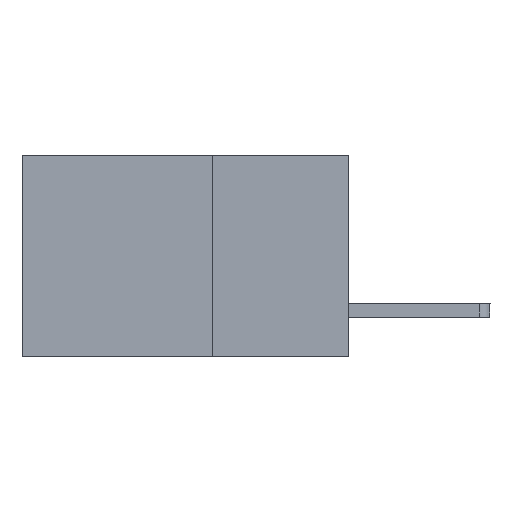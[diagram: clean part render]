
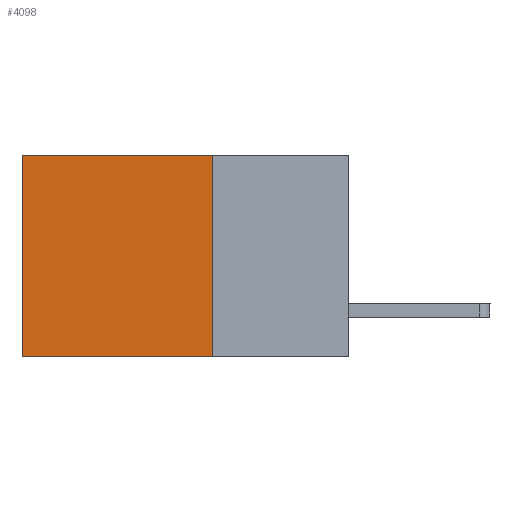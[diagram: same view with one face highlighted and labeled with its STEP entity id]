
A CAD part, left-side view. The second image highlights one B-rep face of the part: STEP entity #4098.
In plain terms, the highlighted planar face has unit normal (-1, 0, 0).
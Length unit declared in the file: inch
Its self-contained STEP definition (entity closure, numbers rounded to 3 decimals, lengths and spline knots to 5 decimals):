
#347 = AXIS2_PLACEMENT_3D ( 'NONE', #928, #9137, #3909 ) ;
#365 = VECTOR ( 'NONE', #3609, 39.37008 ) ;
#404 = ORIENTED_EDGE ( 'NONE', *, *, #5955, .T. ) ;
#730 = CARTESIAN_POINT ( 'NONE',  ( 0.298, 0.25, 0. ) ) ;
#928 = CARTESIAN_POINT ( 'NONE',  ( 0.298, 0.25, 0. ) ) ;
#1477 = CARTESIAN_POINT ( 'NONE',  ( 0.298, 0.6, -0.37 ) ) ;
#2244 = LINE ( 'NONE', #730, #2947 ) ;
#2771 = ORIENTED_EDGE ( 'NONE', *, *, #7521, .T. ) ;
#2947 = VECTOR ( 'NONE', #3762, 39.37008 ) ;
#3187 = EDGE_LOOP ( 'NONE', ( #404, #3219, #3230, #2771 ) ) ;
#3219 = ORIENTED_EDGE ( 'NONE', *, *, #9528, .F. ) ;
#3230 = ORIENTED_EDGE ( 'NONE', *, *, #9603, .F. ) ;
#3362 = CARTESIAN_POINT ( 'NONE',  ( 0.298, 0.6, 0. ) ) ;
#3609 = DIRECTION ( 'NONE',  ( 0., 0., -1. ) ) ;
#3762 = DIRECTION ( 'NONE',  ( 0., 1., 0. ) ) ;
#3904 = DIRECTION ( 'NONE',  ( 0., 1., 0. ) ) ;
#3909 = DIRECTION ( 'NONE',  ( 0., 0., -1. ) ) ;
#4089 = CARTESIAN_POINT ( 'NONE',  ( 0.298, 0.25, -0.37 ) ) ;
#4098 = ADVANCED_FACE ( 'NONE', ( #9232 ), #7038, .F. ) ;
#5378 = CARTESIAN_POINT ( 'NONE',  ( 0.298, 0.6, 0. ) ) ;
#5520 = LINE ( 'NONE', #7813, #5984 ) ;
#5715 = VERTEX_POINT ( 'NONE', #5378 ) ;
#5955 = EDGE_CURVE ( 'NONE', #5715, #9025, #8590, .T. ) ;
#5984 = VECTOR ( 'NONE', #3904, 39.37008 ) ;
#6307 = VERTEX_POINT ( 'NONE', #4089 ) ;
#6344 = DIRECTION ( 'NONE',  ( 0., 0., -1. ) ) ;
#6857 = VECTOR ( 'NONE', #6344, 39.37008 ) ;
#7038 = PLANE ( 'NONE',  #347 ) ;
#7521 = EDGE_CURVE ( 'NONE', #8003, #5715, #2244, .T. ) ;
#7813 = CARTESIAN_POINT ( 'NONE',  ( 0.298, 0.25, -0.37 ) ) ;
#7861 = LINE ( 'NONE', #9526, #365 ) ;
#7964 = CARTESIAN_POINT ( 'NONE',  ( 0.298, 0.25, 0. ) ) ;
#8003 = VERTEX_POINT ( 'NONE', #7964 ) ;
#8590 = LINE ( 'NONE', #3362, #6857 ) ;
#9025 = VERTEX_POINT ( 'NONE', #1477 ) ;
#9137 = DIRECTION ( 'NONE',  ( 1., 0., 0. ) ) ;
#9232 = FACE_OUTER_BOUND ( 'NONE', #3187, .T. ) ;
#9526 = CARTESIAN_POINT ( 'NONE',  ( 0.298, 0.25, 0. ) ) ;
#9528 = EDGE_CURVE ( 'NONE', #6307, #9025, #5520, .T. ) ;
#9603 = EDGE_CURVE ( 'NONE', #8003, #6307, #7861, .T. ) ;
